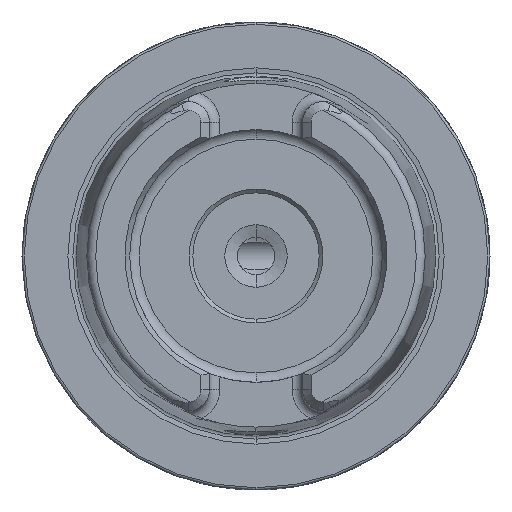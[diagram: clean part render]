
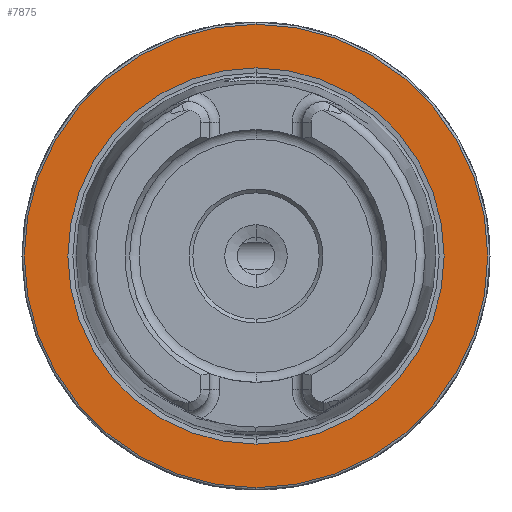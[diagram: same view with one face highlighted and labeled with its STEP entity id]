
A CAD part, left-side view. The second image highlights one B-rep face of the part: STEP entity #7875.
In plain terms, the highlighted planar face has unit normal (-1, 0, 0).
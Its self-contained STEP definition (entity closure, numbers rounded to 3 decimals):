
#862 = CIRCLE ( 'NONE', #2485, 31.2 ) ;
#908 = CARTESIAN_POINT ( 'NONE',  ( 0., 0., 0. ) ) ;
#971 = DIRECTION ( 'NONE',  ( -1., 0., 0. ) ) ;
#1110 = CIRCLE ( 'NONE', #3474, 25.324 ) ;
#1556 = CARTESIAN_POINT ( 'NONE',  ( 0., 0., -31.2 ) ) ;
#1622 = EDGE_CURVE ( 'NONE', #4352, #10197, #10372, .T. ) ;
#1882 = AXIS2_PLACEMENT_3D ( 'NONE', #5982, #9596, #6012 ) ;
#2141 = VERTEX_POINT ( 'NONE', #7647 ) ;
#2485 = AXIS2_PLACEMENT_3D ( 'NONE', #908, #971, #7205 ) ;
#2517 = FACE_OUTER_BOUND ( 'NONE', #9512, .T. ) ;
#3348 = DIRECTION ( 'NONE',  ( -1., 0., 0. ) ) ;
#3466 = AXIS2_PLACEMENT_3D ( 'NONE', #4665, #3803, #9981 ) ;
#3474 = AXIS2_PLACEMENT_3D ( 'NONE', #8230, #8185, #6383 ) ;
#3803 = DIRECTION ( 'NONE',  ( 1., 0., 0. ) ) ;
#3942 = CIRCLE ( 'NONE', #1882, 25.324 ) ;
#4101 = EDGE_LOOP ( 'NONE', ( #6668, #4807 ) ) ;
#4352 = VERTEX_POINT ( 'NONE', #9884 ) ;
#4665 = CARTESIAN_POINT ( 'NONE',  ( 0., 31.2, 0. ) ) ;
#4807 = ORIENTED_EDGE ( 'NONE', *, *, #9081, .F. ) ;
#5621 = CARTESIAN_POINT ( 'NONE',  ( 0., 0., -25.324 ) ) ;
#5741 = FACE_BOUND ( 'NONE', #4101, .T. ) ;
#5982 = CARTESIAN_POINT ( 'NONE',  ( 0., 0., 0. ) ) ;
#6012 = DIRECTION ( 'NONE',  ( 0., 0., 1. ) ) ;
#6383 = DIRECTION ( 'NONE',  ( 0., 0., 1. ) ) ;
#6668 = ORIENTED_EDGE ( 'NONE', *, *, #9967, .F. ) ;
#7205 = DIRECTION ( 'NONE',  ( 0., 0., 1. ) ) ;
#7647 = CARTESIAN_POINT ( 'NONE',  ( 0., 0., 25.324 ) ) ;
#7875 = ADVANCED_FACE ( 'NONE', ( #5741, #2517 ), #8142, .F. ) ;
#8142 = PLANE ( 'NONE',  #3466 ) ;
#8185 = DIRECTION ( 'NONE',  ( -1., 0., 0. ) ) ;
#8230 = CARTESIAN_POINT ( 'NONE',  ( 0., 0., 0. ) ) ;
#8240 = AXIS2_PLACEMENT_3D ( 'NONE', #11403, #3348, #9695 ) ;
#9081 = EDGE_CURVE ( 'NONE', #10617, #2141, #3942, .T. ) ;
#9256 = EDGE_CURVE ( 'NONE', #10197, #4352, #862, .T. ) ;
#9512 = EDGE_LOOP ( 'NONE', ( #11313, #10238 ) ) ;
#9596 = DIRECTION ( 'NONE',  ( -1., 0., 0. ) ) ;
#9695 = DIRECTION ( 'NONE',  ( 0., 0., 1. ) ) ;
#9884 = CARTESIAN_POINT ( 'NONE',  ( 0., 0., 31.2 ) ) ;
#9967 = EDGE_CURVE ( 'NONE', #2141, #10617, #1110, .T. ) ;
#9981 = DIRECTION ( 'NONE',  ( 0., 0., -1. ) ) ;
#10197 = VERTEX_POINT ( 'NONE', #1556 ) ;
#10238 = ORIENTED_EDGE ( 'NONE', *, *, #9256, .T. ) ;
#10372 = CIRCLE ( 'NONE', #8240, 31.2 ) ;
#10617 = VERTEX_POINT ( 'NONE', #5621 ) ;
#11313 = ORIENTED_EDGE ( 'NONE', *, *, #1622, .T. ) ;
#11403 = CARTESIAN_POINT ( 'NONE',  ( 0., 0., 0. ) ) ;
